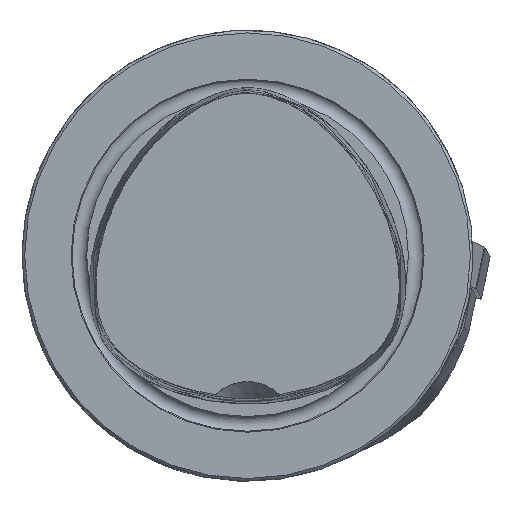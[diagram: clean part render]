
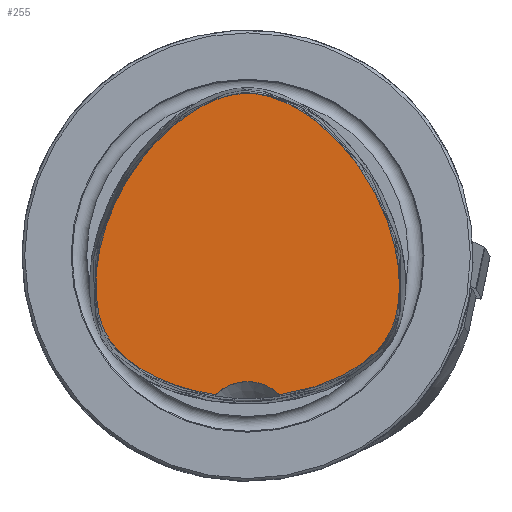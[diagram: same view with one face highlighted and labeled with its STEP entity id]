
A CAD part, top view. The second image highlights one B-rep face of the part: STEP entity #255.
In plain terms, the highlighted planar face has unit normal (0, 0, 1).
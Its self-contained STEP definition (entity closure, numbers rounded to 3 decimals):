
#173=PLANE('',#2008);
#255=ADVANCED_FACE('',(#394),#173,.F.);
#394=FACE_OUTER_BOUND('',#482,.T.);
#482=EDGE_LOOP('',(#980,#981));
#607=B_SPLINE_CURVE_WITH_KNOTS('',3,(#2792,#2793,#2794,#2795,#2796,#2797,
#2798,#2799,#2800,#2801,#2802,#2803,#2804,#2805,#2806,#2807,#2808,#2809,
#2810,#2811,#2812,#2813,#2814,#2815,#2816,#2817,#2818,#2819,#2820,#2821,
#2822,#2823,#2824,#2825),.UNSPECIFIED.,.F.,.F.,(4,2,2,2,2,2,2,2,2,2,2,2,
2,2,2,2,4),(0.,0.062,0.125,0.156,0.188,0.25,0.375,0.438,
0.5,0.563,0.625,0.75,0.813,0.844,0.875,0.938,1.),.UNSPECIFIED.);
#980=ORIENTED_EDGE('',*,*,#1662,.F.);
#981=ORIENTED_EDGE('',*,*,#1663,.T.);
#1472=VERTEX_POINT('',#2790);
#1473=VERTEX_POINT('',#2791);
#1662=EDGE_CURVE('',#1472,#1473,#1872,.T.);
#1663=EDGE_CURVE('',#1472,#1473,#607,.T.);
#1872=CIRCLE('',#2007,5.);
#2007=AXIS2_PLACEMENT_3D('',#2789,#2258,#2259);
#2008=AXIS2_PLACEMENT_3D('',#2826,#2260,#2261);
#2258=DIRECTION('',(0.,0.,1.));
#2259=DIRECTION('',(0.,1.,0.));
#2260=DIRECTION('',(0.,0.,-1.));
#2261=DIRECTION('',(0.,-1.,0.));
#2789=CARTESIAN_POINT('',(0.,-19.,30.));
#2790=CARTESIAN_POINT('',(3.529,-15.458,30.));
#2791=CARTESIAN_POINT('',(-3.529,-15.458,30.));
#2792=CARTESIAN_POINT('',(3.529,-15.458,30.));
#2793=CARTESIAN_POINT('',(5.578,-15.172,30.));
#2794=CARTESIAN_POINT('',(7.541,-14.652,30.));
#2795=CARTESIAN_POINT('',(11.31,-13.022,30.));
#2796=CARTESIAN_POINT('',(13.115,-11.925,30.));
#2797=CARTESIAN_POINT('',(15.177,-9.639,30.));
#2798=CARTESIAN_POINT('',(15.729,-8.756,30.));
#2799=CARTESIAN_POINT('',(16.464,-6.828,30.));
#2800=CARTESIAN_POINT('',(16.664,-5.812,30.));
#2801=CARTESIAN_POINT('',(16.947,-2.725,30.));
#2802=CARTESIAN_POINT('',(16.713,-0.645,30.));
#2803=CARTESIAN_POINT('',(15.266,5.304,30.));
#2804=CARTESIAN_POINT('',(13.278,9.021,30.));
#2805=CARTESIAN_POINT('',(9.189,13.589,30.));
#2806=CARTESIAN_POINT('',(7.618,14.961,30.));
#2807=CARTESIAN_POINT('',(4.122,17.097,30.));
#2808=CARTESIAN_POINT('',(2.123,17.924,30.));
#2809=CARTESIAN_POINT('',(-1.991,17.959,30.));
#2810=CARTESIAN_POINT('',(-3.994,17.157,30.));
#2811=CARTESIAN_POINT('',(-7.53,15.031,30.));
#2812=CARTESIAN_POINT('',(-9.096,13.678,30.));
#2813=CARTESIAN_POINT('',(-13.235,9.098,30.));
#2814=CARTESIAN_POINT('',(-15.231,5.387,30.));
#2815=CARTESIAN_POINT('',(-16.702,-0.57,30.));
#2816=CARTESIAN_POINT('',(-16.941,-2.651,30.));
#2817=CARTESIAN_POINT('',(-16.678,-5.725,30.));
#2818=CARTESIAN_POINT('',(-16.482,-6.756,30.));
#2819=CARTESIAN_POINT('',(-15.764,-8.687,30.));
#2820=CARTESIAN_POINT('',(-15.214,-9.588,30.));
#2821=CARTESIAN_POINT('',(-13.159,-11.895,30.));
#2822=CARTESIAN_POINT('',(-11.335,-13.008,30.));
#2823=CARTESIAN_POINT('',(-7.568,-14.643,30.));
#2824=CARTESIAN_POINT('',(-5.567,-15.173,30.));
#2825=CARTESIAN_POINT('',(-3.529,-15.458,30.));
#2826=CARTESIAN_POINT('',(0.,17.113,30.));
